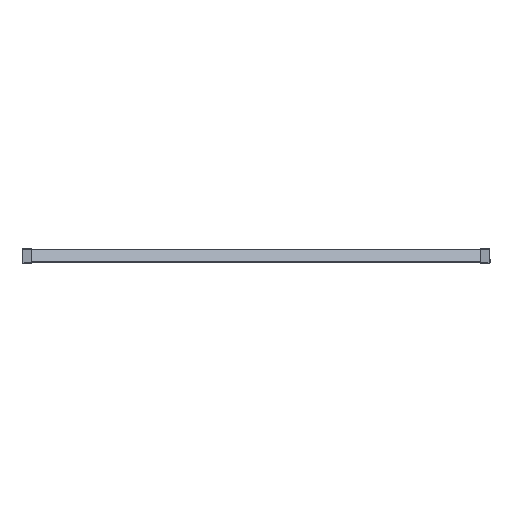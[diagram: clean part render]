
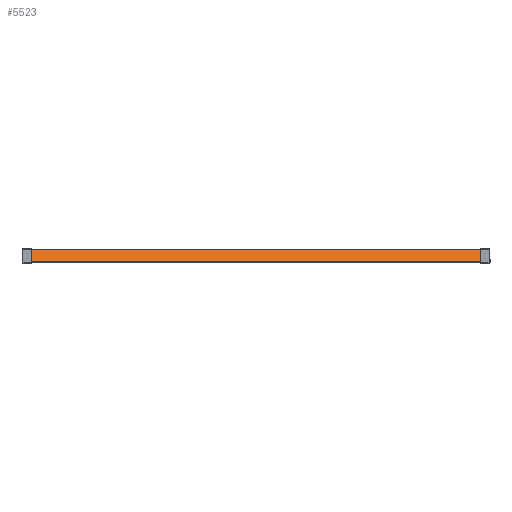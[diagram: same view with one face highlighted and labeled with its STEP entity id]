
A CAD part, front view. The second image highlights one B-rep face of the part: STEP entity #5523.
In plain terms, the highlighted planar face has unit normal (0, -0.707, 0.707).
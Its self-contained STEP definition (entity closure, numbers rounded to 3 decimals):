
#424 = VERTEX_POINT ( 'NONE', #1786 ) ;
#740 = DIRECTION ( 'NONE',  ( -1., 0., 0. ) ) ;
#862 = VECTOR ( 'NONE', #9276, 1000. ) ;
#1138 = EDGE_CURVE ( 'Kenar4', #7492, #424, #10959, .T. ) ;
#1786 = CARTESIAN_POINT ( 'NONE',  ( 0., -15.8, 0.331 ) ) ;
#1858 = PLANE ( 'NONE',  #10545 ) ;
#2480 = DIRECTION ( 'NONE',  ( -1., 0., 0. ) ) ;
#2719 = CARTESIAN_POINT ( 'NONE',  ( 786., -37.017, -20.886 ) ) ;
#2769 = CARTESIAN_POINT ( 'NONE',  ( 0., -15.566, 0.566 ) ) ;
#2893 = ORIENTED_EDGE ( 'NONE', *, *, #7527, .F. ) ;
#3045 = LINE ( 'NONE', #9900, #862 ) ;
#3062 = ORIENTED_EDGE ( 'NONE', *, *, #11014, .T. ) ;
#3325 = CARTESIAN_POINT ( 'NONE',  ( 786., -15.8, 0.331 ) ) ;
#4402 = DIRECTION ( 'NONE',  ( 0., 0.707, 0.707 ) ) ;
#4623 = FACE_OUTER_BOUND ( 'NONE', #9866, .T. ) ;
#5054 = VECTOR ( 'NONE', #2480, 1000. ) ;
#5064 = LINE ( 'NONE', #6728, #9667 ) ;
#5460 = ORIENTED_EDGE ( 'NONE', *, *, #6201, .F. ) ;
#5523 = ADVANCED_FACE ( 'NONE', ( #4623 ), #1858, .F. ) ;
#5745 = ORIENTED_EDGE ( 'NONE', *, *, #1138, .T. ) ;
#6191 = DIRECTION ( 'NONE',  ( 0., -0.707, -0.707 ) ) ;
#6201 = EDGE_CURVE ( 'Kenar12', #7492, #8429, #3045, .T. ) ;
#6248 = DIRECTION ( 'NONE',  ( 0., 0.707, -0.707 ) ) ;
#6728 = CARTESIAN_POINT ( 'NONE',  ( 786., -37.017, -20.886 ) ) ;
#7104 = CARTESIAN_POINT ( 'NONE',  ( 0., -37.017, -20.886 ) ) ;
#7492 = VERTEX_POINT ( 'NONE', #10119 ) ;
#7527 = EDGE_CURVE ( 'Kenar16', #8429, #9344, #5064, .T. ) ;
#8429 = VERTEX_POINT ( 'NONE', #2719 ) ;
#9276 = DIRECTION ( 'NONE',  ( 0., -0.707, -0.707 ) ) ;
#9344 = VERTEX_POINT ( 'NONE', #7104 ) ;
#9471 = VECTOR ( 'NONE', #6191, 1000. ) ;
#9667 = VECTOR ( 'NONE', #740, 1000. ) ;
#9866 = EDGE_LOOP ( 'NONE', ( #3062, #2893, #5460, #5745 ) ) ;
#9900 = CARTESIAN_POINT ( 'NONE',  ( 786., -15.566, 0.566 ) ) ;
#10119 = CARTESIAN_POINT ( 'NONE',  ( 786., -15.8, 0.331 ) ) ;
#10469 = LINE ( 'NONE', #2769, #9471 ) ;
#10545 = AXIS2_PLACEMENT_3D ( 'NONE', #10581, #6248, #4402 ) ;
#10581 = CARTESIAN_POINT ( 'NONE',  ( 786., -15.566, 0.566 ) ) ;
#10959 = LINE ( 'NONE', #3325, #5054 ) ;
#11014 = EDGE_CURVE ( 'Kenar14', #424, #9344, #10469, .T. ) ;
